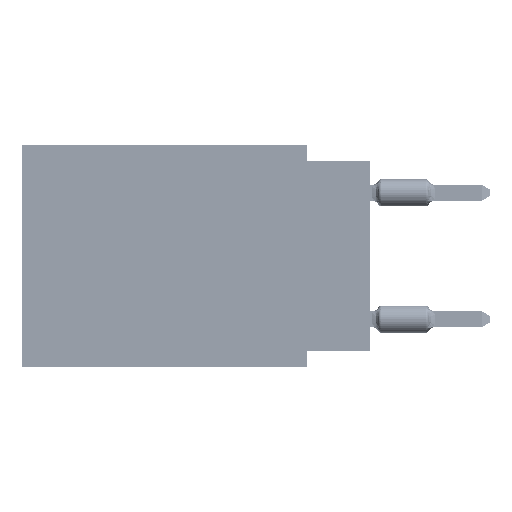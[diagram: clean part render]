
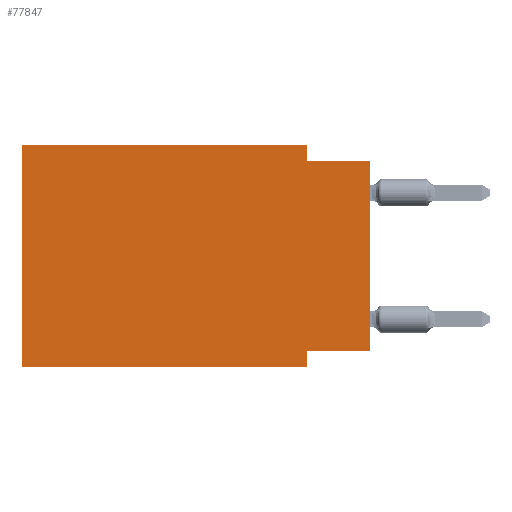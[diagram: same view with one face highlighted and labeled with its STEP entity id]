
A CAD part, left-side view. The second image highlights one B-rep face of the part: STEP entity #77847.
In plain terms, the highlighted planar face has unit normal (-1, 0, 0).
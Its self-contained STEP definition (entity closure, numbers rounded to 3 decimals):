
#164 = ORIENTED_EDGE ( 'NONE', *, *, #67875, .F. ) ;
#673 = VECTOR ( 'NONE', #82087, 1000. ) ;
#1797 = CARTESIAN_POINT ( 'NONE',  ( 0., 2.54, -0.635 ) ) ;
#1867 = VECTOR ( 'NONE', #101085, 1000. ) ;
#2520 = VERTEX_POINT ( 'NONE', #9860 ) ;
#2867 = DIRECTION ( 'NONE',  ( 0., 0., -1. ) ) ;
#3793 = ORIENTED_EDGE ( 'NONE', *, *, #70221, .F. ) ;
#6404 = VERTEX_POINT ( 'NONE', #66804 ) ;
#8054 = DIRECTION ( 'NONE',  ( 0., -1., 0. ) ) ;
#9860 = CARTESIAN_POINT ( 'NONE',  ( 0., 13.97, -8.89 ) ) ;
#14677 = CARTESIAN_POINT ( 'NONE',  ( 0., 2.54, 0. ) ) ;
#17789 = EDGE_CURVE ( 'NONE', #2520, #6404, #79164, .T. ) ;
#20584 = PLANE ( 'NONE',  #27498 ) ;
#22902 = LINE ( 'NONE', #90929, #673 ) ;
#22921 = VERTEX_POINT ( 'NONE', #69189 ) ;
#27498 = AXIS2_PLACEMENT_3D ( 'NONE', #63733, #37732, #2867 ) ;
#28288 = DIRECTION ( 'NONE',  ( 0., 0., 1. ) ) ;
#28902 = LINE ( 'NONE', #72577, #86857 ) ;
#32653 = EDGE_CURVE ( 'NONE', #6404, #108697, #109269, .T. ) ;
#34115 = ORIENTED_EDGE ( 'NONE', *, *, #101231, .F. ) ;
#35574 = VERTEX_POINT ( 'NONE', #72875 ) ;
#37732 = DIRECTION ( 'NONE',  ( 1., 0., 0. ) ) ;
#45987 = CARTESIAN_POINT ( 'NONE',  ( 0., 13.97, 0. ) ) ;
#46295 = CARTESIAN_POINT ( 'NONE',  ( 0., 2.54, -8.89 ) ) ;
#46304 = VECTOR ( 'NONE', #74179, 1000. ) ;
#47127 = DIRECTION ( 'NONE',  ( 0., 0., -1. ) ) ;
#48220 = EDGE_CURVE ( 'NONE', #2520, #103485, #84643, .T. ) ;
#49647 = LINE ( 'NONE', #109360, #1867 ) ;
#50436 = EDGE_LOOP ( 'NONE', ( #90055, #3793, #34115, #103896, #82473, #58310, #164, #75922 ) ) ;
#58310 = ORIENTED_EDGE ( 'NONE', *, *, #48220, .T. ) ;
#60763 = EDGE_CURVE ( 'NONE', #22921, #35574, #22902, .T. ) ;
#63733 = CARTESIAN_POINT ( 'NONE',  ( 0., 13.97, 0. ) ) ;
#65334 = CARTESIAN_POINT ( 'NONE',  ( 0., 0., -8.255 ) ) ;
#66804 = CARTESIAN_POINT ( 'NONE',  ( 0., 13.97, 0. ) ) ;
#66876 = VECTOR ( 'NONE', #8054, 1000. ) ;
#67875 = EDGE_CURVE ( 'NONE', #76967, #103485, #104921, .T. ) ;
#69108 = CARTESIAN_POINT ( 'NONE',  ( 0., 13.97, -8.89 ) ) ;
#69189 = CARTESIAN_POINT ( 'NONE',  ( 0., 0., -8.255 ) ) ;
#70221 = EDGE_CURVE ( 'NONE', #106412, #35574, #49647, .T. ) ;
#72577 = CARTESIAN_POINT ( 'NONE',  ( 0., 2.54, 0. ) ) ;
#72875 = CARTESIAN_POINT ( 'NONE',  ( 0., 0., -0.635 ) ) ;
#74179 = DIRECTION ( 'NONE',  ( 0., 1., 0. ) ) ;
#75922 = ORIENTED_EDGE ( 'NONE', *, *, #89843, .F. ) ;
#76967 = VERTEX_POINT ( 'NONE', #86296 ) ;
#77847 = ADVANCED_FACE ( 'NONE', ( #97478 ), #20584, .F. ) ;
#79164 = LINE ( 'NONE', #45987, #90118 ) ;
#82087 = DIRECTION ( 'NONE',  ( 0., 0., 1. ) ) ;
#82473 = ORIENTED_EDGE ( 'NONE', *, *, #17789, .F. ) ;
#84643 = LINE ( 'NONE', #69108, #107492 ) ;
#86296 = CARTESIAN_POINT ( 'NONE',  ( 0., 2.54, -8.255 ) ) ;
#86857 = VECTOR ( 'NONE', #47127, 1000. ) ;
#89843 = EDGE_CURVE ( 'NONE', #22921, #76967, #97983, .T. ) ;
#90055 = ORIENTED_EDGE ( 'NONE', *, *, #60763, .T. ) ;
#90118 = VECTOR ( 'NONE', #28288, 1000. ) ;
#90546 = CARTESIAN_POINT ( 'NONE',  ( 0., 13.97, 0. ) ) ;
#90929 = CARTESIAN_POINT ( 'NONE',  ( 0., 0., 0. ) ) ;
#97478 = FACE_OUTER_BOUND ( 'NONE', #50436, .T. ) ;
#97983 = LINE ( 'NONE', #65334, #46304 ) ;
#98261 = DIRECTION ( 'NONE',  ( 0., 0., -1. ) ) ;
#101085 = DIRECTION ( 'NONE',  ( 0., -1., 0. ) ) ;
#101231 = EDGE_CURVE ( 'NONE', #108697, #106412, #28902, .T. ) ;
#102846 = DIRECTION ( 'NONE',  ( 0., -1., 0. ) ) ;
#103485 = VERTEX_POINT ( 'NONE', #108112 ) ;
#103896 = ORIENTED_EDGE ( 'NONE', *, *, #32653, .F. ) ;
#104921 = LINE ( 'NONE', #46295, #109345 ) ;
#106412 = VERTEX_POINT ( 'NONE', #1797 ) ;
#107492 = VECTOR ( 'NONE', #102846, 1000. ) ;
#108112 = CARTESIAN_POINT ( 'NONE',  ( 0., 2.54, -8.89 ) ) ;
#108697 = VERTEX_POINT ( 'NONE', #14677 ) ;
#109269 = LINE ( 'NONE', #90546, #66876 ) ;
#109345 = VECTOR ( 'NONE', #98261, 1000. ) ;
#109360 = CARTESIAN_POINT ( 'NONE',  ( 0., 0., -0.635 ) ) ;
